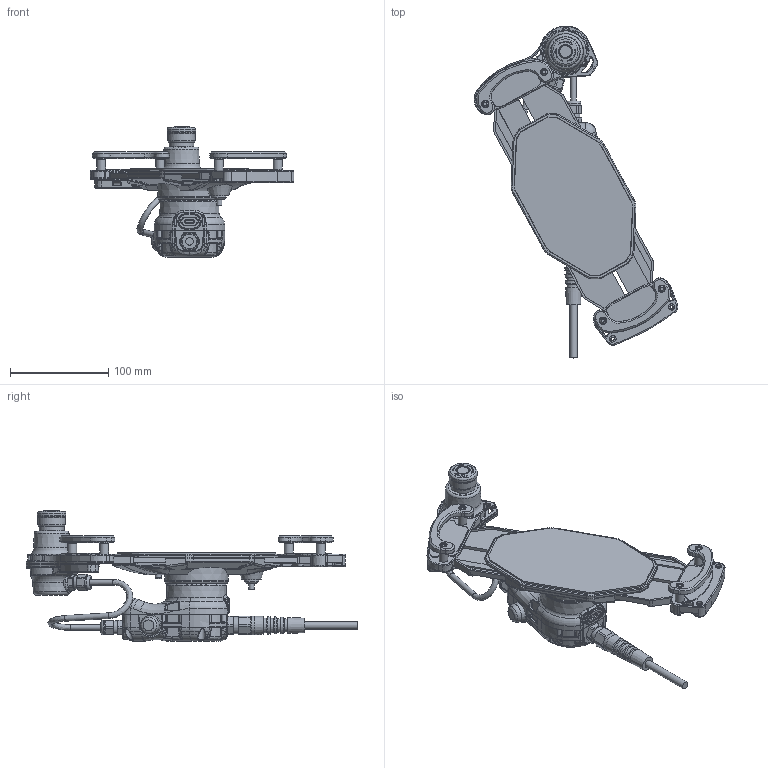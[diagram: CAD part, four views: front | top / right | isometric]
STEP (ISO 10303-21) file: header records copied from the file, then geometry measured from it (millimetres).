
FILE_DESCRIPTION (( 'STEP AP214' ), '1' );
FILE_NAME ('HT3P-SLNP-5M.STEP', '2021-02-25T07:41:33', ( '' ), ( '' ), 'SwSTEP 2.0', 'SolidWorks 2019', '' );
FILE_SCHEMA (( 'AUTOMOTIVE_DESIGN' ));
Length unit declared in the file: millimetre
Products named in the file (1): HT3P-SLNP-5M
Bounding box: 207.14 x 337.11 x 132.4 mm (x, y, z)
Volume: 823563.7 mm3; surface area: 141185.3 mm2
Topology: 1 solids, 1 shells, 2309 faces, 5834 edges, 3549 vertices
Faces by surface type: plane 678, bspline 560, cylinder 442, cone 340, torus 270, sphere 19
Full cylindrical faces by diameter (mm): 3 x2, 5 x4, 5.3 x1, 5.5 x10, 5.8 x3, 6 x9, 6.2 x1, 7 x4, 7.7 x1, 8 x1, 9 x4, 10 x1, 13.2 x2, 14.5 x1, 15 x2, 17.2 x1, 18.8 x1, 18.9 x1, 21 x1, 22.9 x1, 25.1 x1, 28 x1, 29 x1, 30 x1
Entity records: 118873 total; most frequent: CARTESIAN_POINT 69128, ORIENTED_EDGE 11074, DIRECTION 9205, EDGE_CURVE 5537, AXIS2_PLACEMENT_3D 3595, VERTEX_POINT 3468, EDGE_LOOP 2601, FACE_OUTER_BOUND 2402
